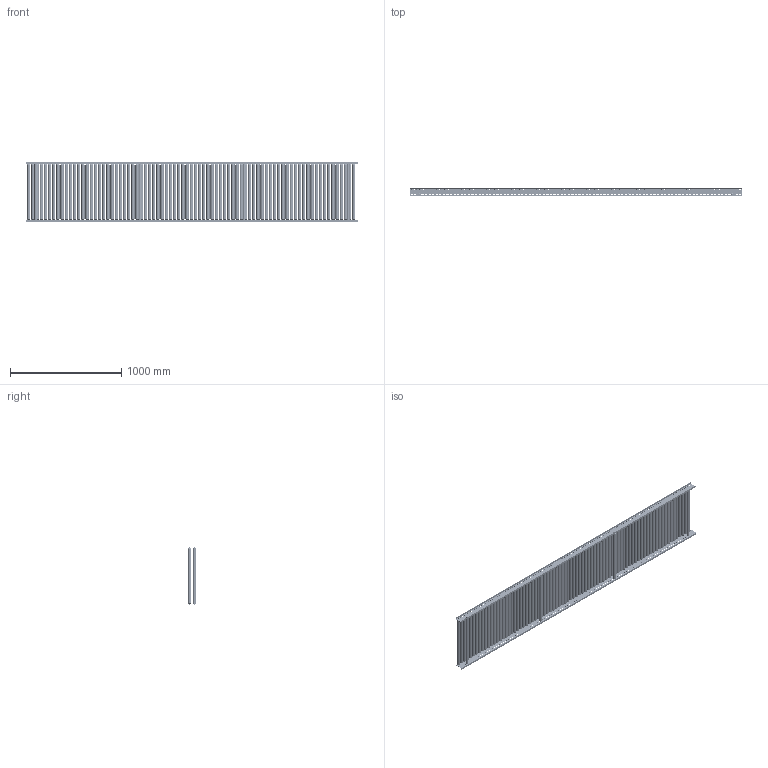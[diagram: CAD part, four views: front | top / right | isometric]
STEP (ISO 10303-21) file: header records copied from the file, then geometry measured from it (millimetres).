
FILE_DESCRIPTION (( 'STEP AP214' ), '1' );
FILE_NAME ('0051432.step', '2021-10-26T13:36:52', ( '' ), ( '' ), 'SwSTEP 2.0', 'SolidWorks 2020', '' );
FILE_SCHEMA (( 'AUTOMOTIVE_DESIGN' ));
Length unit declared in the file: millimetre
Products named in the file (8): KUT50-30x1,8-KB-A8-FA_KFG_0034507TWG_KUT50-30x1,8-KB-A8-FA-EL=500; S100994_Sperrzahnschraube_M08x16-8.8-A2K; 0039778-Achse-ST-Ø08-KFG_AL520-G-FA; Profil_KRB-20x70x20x2_KFG_S109079_U-PROFIL-20-70-20-2-KRB-�30-L=2987,5; 0051432; Traversen_KFG_L500; 0017013_Tragrollenrohr-Ø30x1,8KU_KFG_L=480; S100995_TYP-KUT50-30x1,8-A8
Assembly tree (97 placements, depth 3):
  0051432
    Profil_KRB-20x70x20x2_KFG_S109079_U-PROFIL-20-70-20-2-KRB-�30-L=2987,5  x2
    KUT50-30x1,8-KB-A8-FA_KFG_0034507TWG_KUT50-30x1,8-KB-A8-FA-EL=500  x79
      0039778-Achse-ST-Ø08-KFG_AL520-G-FA
      S100995_TYP-KUT50-30x1,8-A8
      0017013_Tragrollenrohr-Ø30x1,8KU_KFG_L=480
    Traversen_KFG_L500  x4
    S100994_Sperrzahnschraube_M08x16-8.8-A2K  x8
Bounding box: 2987.5 x 73 x 540 mm (x, y, z)
Volume: 9591632 mm3; surface area: 10227741.7 mm2
Topology: 180 solids, 496 shells, 18686 faces, 51672 edges, 32904 vertices
Faces by surface type: cylinder 7056, plane 5734, torus 3192, cone 2704
Entity records: 44226 total; most frequent: DIRECTION 8071, CARTESIAN_POINT 7261, ORIENTED_EDGE 6765, AXIS2_PLACEMENT_3D 3442, EDGE_CURVE 3407, VERTEX_POINT 2248, CIRCLE 2164, EDGE_LOOP 2147
